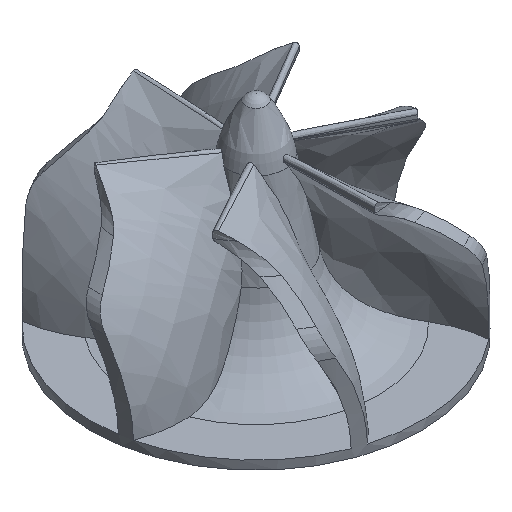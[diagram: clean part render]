
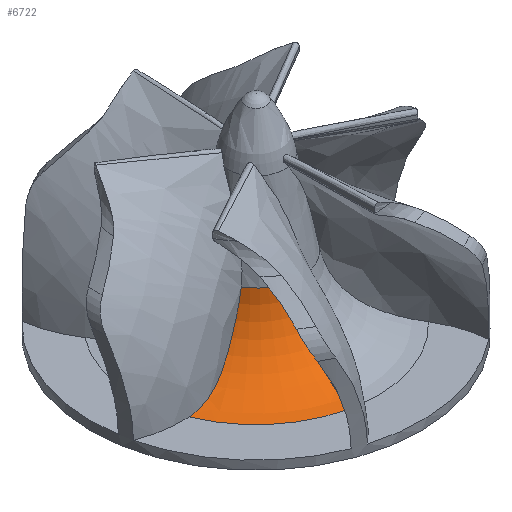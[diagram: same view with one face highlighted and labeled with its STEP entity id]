
A CAD part, isometric view. The second image highlights one B-rep face of the part: STEP entity #6722.
In plain terms, the highlighted toroidal (fillet/blend) face has major radius 14 mm and minor radius 9 mm.
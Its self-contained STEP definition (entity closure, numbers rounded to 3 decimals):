
#4947 = VERTEX_POINT('',#4948);
#4948 = CARTESIAN_POINT('',(-4.396,-2.694,
    7.333));
#4971 = EDGE_CURVE('',#4947,#4972,#4974,.T.);
#4972 = VERTEX_POINT('',#4973);
#4973 = CARTESIAN_POINT('',(-12.964,-5.286,0.));
#4974 = B_SPLINE_CURVE_WITH_KNOTS('',5,(#4975,#4976,#4977,#4978,#4979,
    #4980,#4981,#4982,#4983,#4984,#4985,#4986,#4987,#4988,#4989,#4990,
    #4991,#4992,#4993,#4994,#4995,#4996,#4997,#4998,#4999,#5000,#5001,
    #5002,#5003,#5004,#5005,#5006,#5007,#5008,#5009,#5010,#5011,#5012,
    #5013,#5014,#5015,#5016,#5017,#5018,#5019,#5020),.UNSPECIFIED.,.F.,
  .F.,(6,4,4,4,4,4,4,4,4,4,4,6),(0.,0.046,
    0.078,0.177,0.267,0.357,
    0.446,0.535,0.626,0.756,
    0.888,1.),.UNSPECIFIED.);
#4975 = CARTESIAN_POINT('',(-4.396,-2.694,
    7.333));
#4976 = CARTESIAN_POINT('',(-4.416,-2.702,
    7.22));
#4977 = CARTESIAN_POINT('',(-4.438,-2.71,
    7.108));
#4978 = CARTESIAN_POINT('',(-4.462,-2.719,
    6.996));
#4979 = CARTESIAN_POINT('',(-4.488,-2.727,
    6.884));
#4980 = CARTESIAN_POINT('',(-4.535,-2.742,
    6.694));
#4981 = CARTESIAN_POINT('',(-4.556,-2.749,
    6.615));
#4982 = CARTESIAN_POINT('',(-4.578,-2.755,
    6.536));
#4983 = CARTESIAN_POINT('',(-4.601,-2.762,6.458
    ));
#4984 = CARTESIAN_POINT('',(-4.696,-2.791,6.142
    ));
#4985 = CARTESIAN_POINT('',(-4.775,-2.814,
    5.907));
#4986 = CARTESIAN_POINT('',(-4.862,-2.84,
    5.675));
#4987 = CARTESIAN_POINT('',(-4.957,-2.87,
    5.446));
#4988 = CARTESIAN_POINT('',(-5.15,-2.933,
    5.017));
#4989 = CARTESIAN_POINT('',(-5.247,-2.966,
    4.815));
#4990 = CARTESIAN_POINT('',(-5.349,-3.003,
    4.617));
#4991 = CARTESIAN_POINT('',(-5.457,-3.043,
    4.422));
#4992 = CARTESIAN_POINT('',(-5.682,-3.129,
    4.04));
#4993 = CARTESIAN_POINT('',(-5.799,-3.176,
    3.853));
#4994 = CARTESIAN_POINT('',(-5.921,-3.226,
    3.67));
#4995 = CARTESIAN_POINT('',(-6.048,-3.279,
    3.49));
#4996 = CARTESIAN_POINT('',(-6.312,-3.391,
    3.141));
#4997 = CARTESIAN_POINT('',(-6.448,-3.449,
    2.971));
#4998 = CARTESIAN_POINT('',(-6.588,-3.511,
    2.805));
#4999 = CARTESIAN_POINT('',(-6.734,-3.574,
    2.645));
#5000 = CARTESIAN_POINT('',(-7.033,-3.704,
    2.334));
#5001 = CARTESIAN_POINT('',(-7.187,-3.771,
    2.184));
#5002 = CARTESIAN_POINT('',(-7.345,-3.839,
    2.04));
#5003 = CARTESIAN_POINT('',(-7.508,-3.908,
    1.901));
#5004 = CARTESIAN_POINT('',(-7.845,-4.048,
    1.631));
#5005 = CARTESIAN_POINT('',(-8.02,-4.119,
    1.501));
#5006 = CARTESIAN_POINT('',(-8.199,-4.19,
    1.377));
#5007 = CARTESIAN_POINT('',(-8.382,-4.26,
    1.259));
#5008 = CARTESIAN_POINT('',(-8.837,-4.428,
    0.989));
#5009 = CARTESIAN_POINT('',(-9.113,-4.524,
    0.844));
#5010 = CARTESIAN_POINT('',(-9.397,-4.617,
    0.712));
#5011 = CARTESIAN_POINT('',(-9.688,-4.705,
    0.594));
#5012 = CARTESIAN_POINT('',(-10.289,-4.871,
    0.382));
#5013 = CARTESIAN_POINT('',(-10.599,-4.949,0.29
    ));
#5014 = CARTESIAN_POINT('',(-10.916,-5.019,
    0.213));
#5015 = CARTESIAN_POINT('',(-11.237,-5.081,
    0.15));
#5016 = CARTESIAN_POINT('',(-11.839,-5.178,
    0.061));
#5017 = CARTESIAN_POINT('',(-12.118,-5.216,
    0.03));
#5018 = CARTESIAN_POINT('',(-12.399,-5.247,
    0.01));
#5019 = CARTESIAN_POINT('',(-12.681,-5.27,0.
    ));
#5020 = CARTESIAN_POINT('',(-12.964,-5.286,0.));
#5435 = VERTEX_POINT('',#5436);
#5436 = CARTESIAN_POINT('',(-0.704,-5.107,
    7.333));
#5464 = EDGE_CURVE('',#5435,#4947,#5465,.T.);
#5465 = CIRCLE('',#5466,5.156);
#5466 = AXIS2_PLACEMENT_3D('',#5467,#5468,#5469);
#5467 = CARTESIAN_POINT('',(0.,0.,7.333));
#5468 = DIRECTION('',(0.,0.,-1.));
#5469 = DIRECTION('',(1.,0.,0.));
#5588 = VERTEX_POINT('',#5589);
#5589 = CARTESIAN_POINT('',(-3.16,-13.639,0.));
#5601 = EDGE_CURVE('',#5588,#5435,#5602,.T.);
#5602 = B_SPLINE_CURVE_WITH_KNOTS('',6,(#5603,#5604,#5605,#5606,#5607,
    #5608,#5609,#5610,#5611,#5612,#5613,#5614,#5615,#5616,#5617,#5618,
    #5619,#5620,#5621,#5622,#5623,#5624,#5625,#5626,#5627,#5628,#5629,
    #5630,#5631,#5632,#5633,#5634,#5635,#5636,#5637,#5638,#5639,#5640,
    #5641,#5642,#5643,#5644),.UNSPECIFIED.,.F.,.F.,(7,5,5,5,5,5,5,5,7),(
    0.,0.051,0.171,0.288,0.395,
    0.502,0.674,0.846,1.),.UNSPECIFIED.);
#5603 = CARTESIAN_POINT('',(-3.16,-13.639,0.));
#5604 = CARTESIAN_POINT('',(-3.109,-13.545,0.
    ));
#5605 = CARTESIAN_POINT('',(-3.059,-13.45,
    0.001));
#5606 = CARTESIAN_POINT('',(-3.01,-13.355,
    0.004));
#5607 = CARTESIAN_POINT('',(-2.962,-13.26,
    0.009));
#5608 = CARTESIAN_POINT('',(-2.915,-13.164,
    0.014));
#5609 = CARTESIAN_POINT('',(-2.761,-12.841,
    0.038));
#5610 = CARTESIAN_POINT('',(-2.659,-12.613,
    0.063));
#5611 = CARTESIAN_POINT('',(-2.562,-12.383,
    0.096));
#5612 = CARTESIAN_POINT('',(-2.471,-12.153,
    0.138));
#5613 = CARTESIAN_POINT('',(-2.386,-11.921,
    0.187));
#5614 = CARTESIAN_POINT('',(-2.229,-11.466,
    0.301));
#5615 = CARTESIAN_POINT('',(-2.156,-11.242,
    0.364));
#5616 = CARTESIAN_POINT('',(-2.089,-11.019,
    0.436));
#5617 = CARTESIAN_POINT('',(-2.026,-10.797,
    0.514));
#5618 = CARTESIAN_POINT('',(-1.968,-10.576,
    0.601));
#5619 = CARTESIAN_POINT('',(-1.864,-10.158,
    0.78));
#5620 = CARTESIAN_POINT('',(-1.818,-9.959,
    0.873));
#5621 = CARTESIAN_POINT('',(-1.775,-9.763,
    0.971));
#5622 = CARTESIAN_POINT('',(-1.735,-9.569,
    1.075));
#5623 = CARTESIAN_POINT('',(-1.697,-9.378,1.185
    ));
#5624 = CARTESIAN_POINT('',(-1.626,-9.002,
    1.417));
#5625 = CARTESIAN_POINT('',(-1.593,-8.817,
    1.538));
#5626 = CARTESIAN_POINT('',(-1.562,-8.636,
    1.665));
#5627 = CARTESIAN_POINT('',(-1.531,-8.458,
    1.798));
#5628 = CARTESIAN_POINT('',(-1.503,-8.285,
    1.935));
#5629 = CARTESIAN_POINT('',(-1.429,-7.844,
    2.306));
#5630 = CARTESIAN_POINT('',(-1.386,-7.584,
    2.548));
#5631 = CARTESIAN_POINT('',(-1.343,-7.335,
    2.802));
#5632 = CARTESIAN_POINT('',(-1.299,-7.099,
    3.067));
#5633 = CARTESIAN_POINT('',(-1.253,-6.877,
    3.344));
#5634 = CARTESIAN_POINT('',(-1.158,-6.46,
    3.919));
#5635 = CARTESIAN_POINT('',(-1.108,-6.264,
    4.219));
#5636 = CARTESIAN_POINT('',(-1.057,-6.084,4.527
    ));
#5637 = CARTESIAN_POINT('',(-1.004,-5.92,
    4.844));
#5638 = CARTESIAN_POINT('',(-0.952,-5.771,
    5.168));
#5639 = CARTESIAN_POINT('',(-0.858,-5.518,
    5.793));
#5640 = CARTESIAN_POINT('',(-0.816,-5.412,
    6.093));
#5641 = CARTESIAN_POINT('',(-0.778,-5.317,
    6.397));
#5642 = CARTESIAN_POINT('',(-0.745,-5.235,
    6.706));
#5643 = CARTESIAN_POINT('',(-0.719,-5.165,
    7.018));
#5644 = CARTESIAN_POINT('',(-0.704,-5.107,
    7.333));
#6365 = EDGE_CURVE('',#5588,#4972,#6366,.T.);
#6366 = CIRCLE('',#6367,14.);
#6367 = AXIS2_PLACEMENT_3D('',#6368,#6369,#6370);
#6368 = CARTESIAN_POINT('',(0.,0.,0.));
#6369 = DIRECTION('',(0.,0.,-1.));
#6370 = DIRECTION('',(1.,0.,0.));
#6722 = ADVANCED_FACE('',(#6723),#6729,.F.);
#6723 = FACE_BOUND('',#6724,.T.);
#6724 = EDGE_LOOP('',(#6725,#6726,#6727,#6728));
#6725 = ORIENTED_EDGE('',*,*,#5464,.T.);
#6726 = ORIENTED_EDGE('',*,*,#4971,.T.);
#6727 = ORIENTED_EDGE('',*,*,#6365,.F.);
#6728 = ORIENTED_EDGE('',*,*,#5601,.T.);
#6729 = TOROIDAL_SURFACE('',#6730,14.,9.);
#6730 = AXIS2_PLACEMENT_3D('',#6731,#6732,#6733);
#6731 = CARTESIAN_POINT('',(0.,0.,9.));
#6732 = DIRECTION('',(0.,0.,1.));
#6733 = DIRECTION('',(1.,0.,0.));
